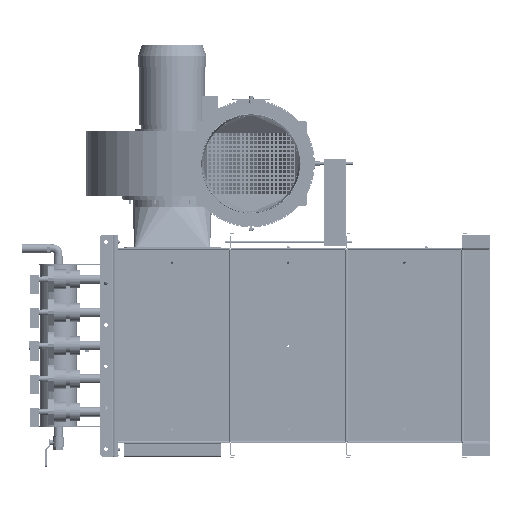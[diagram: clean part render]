
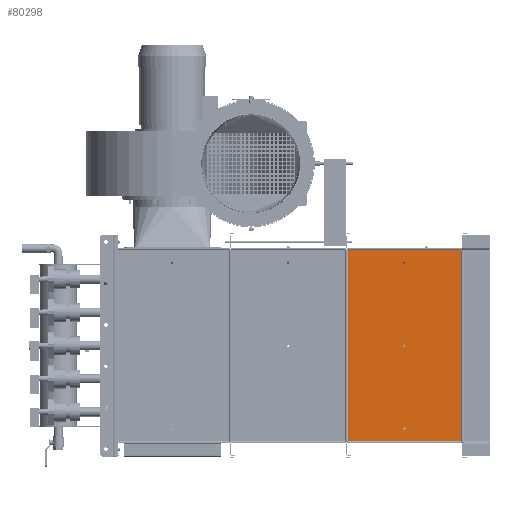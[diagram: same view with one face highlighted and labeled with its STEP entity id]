
A CAD part, left-side view. The second image highlights one B-rep face of the part: STEP entity #80298.
In plain terms, the highlighted face is planar.
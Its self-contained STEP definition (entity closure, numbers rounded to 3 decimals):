
#9563 = CARTESIAN_POINT ( 'NONE',  ( 0., 0., 300. ) ) ;
#10242 = ORIENTED_EDGE ( 'NONE', *, *, #77499, .T. ) ;
#10510 = DIRECTION ( 'NONE',  ( 0., -1., 0. ) ) ;
#13711 = DIRECTION ( 'NONE',  ( 0., -1., 0. ) ) ;
#17142 = EDGE_LOOP ( 'NONE', ( #88919, #166283 ) ) ;
#20851 = CARTESIAN_POINT ( 'NONE',  ( 0., 0., -295.5 ) ) ;
#22010 = VERTEX_POINT ( 'NONE', #37903 ) ;
#22979 = DIRECTION ( 'NONE',  ( 0., -1., 0. ) ) ;
#26637 = CIRCLE ( 'NONE', #108667, 4.5 ) ;
#27684 = EDGE_CURVE ( 'NONE', #60972, #126498, #174994, .T. ) ;
#31636 = LINE ( 'NONE', #132310, #179086 ) ;
#33881 = EDGE_CURVE ( 'NONE', #22010, #167208, #51449, .T. ) ;
#34754 = ORIENTED_EDGE ( 'NONE', *, *, #33881, .F. ) ;
#36594 = DIRECTION ( 'NONE',  ( -1., 0., 0. ) ) ;
#37903 = CARTESIAN_POINT ( 'NONE',  ( 0., 205.6, -345.6 ) ) ;
#45177 = ORIENTED_EDGE ( 'NONE', *, *, #80887, .F. ) ;
#49869 = EDGE_CURVE ( 'NONE', #67051, #156111, #66746, .T. ) ;
#50176 = ORIENTED_EDGE ( 'NONE', *, *, #111380, .T. ) ;
#51449 = LINE ( 'NONE', #94527, #169225 ) ;
#52037 = CARTESIAN_POINT ( 'NONE',  ( 0., 0., 0. ) ) ;
#53084 = VERTEX_POINT ( 'NONE', #161216 ) ;
#53762 = DIRECTION ( 'NONE',  ( 0., 1., 0. ) ) ;
#54638 = DIRECTION ( 'NONE',  ( -1., 0., 0. ) ) ;
#55416 = ORIENTED_EDGE ( 'NONE', *, *, #27684, .T. ) ;
#56264 = CARTESIAN_POINT ( 'NONE',  ( 0., 0., 300. ) ) ;
#60652 = AXIS2_PLACEMENT_3D ( 'NONE', #109598, #54638, #125127 ) ;
#60972 = VERTEX_POINT ( 'NONE', #125260 ) ;
#63724 = EDGE_CURVE ( 'NONE', #140400, #90304, #142417, .T. ) ;
#64111 = PLANE ( 'NONE',  #89628 ) ;
#65789 = DIRECTION ( 'NONE',  ( 0., -1., 0. ) ) ;
#65925 = FACE_BOUND ( 'NONE', #111010, .T. ) ;
#66746 = CIRCLE ( 'NONE', #172039, 4.5 ) ;
#67051 = VERTEX_POINT ( 'NONE', #133897 ) ;
#67537 = CARTESIAN_POINT ( 'NONE',  ( 0., -205.6, 345.6 ) ) ;
#67625 = DIRECTION ( 'NONE',  ( -1., 0., 0. ) ) ;
#71582 = CARTESIAN_POINT ( 'NONE',  ( 0., 0., -4.5 ) ) ;
#75650 = DIRECTION ( 'NONE',  ( 0., 0., -1. ) ) ;
#76976 = FACE_OUTER_BOUND ( 'NONE', #116870, .T. ) ;
#77177 = CARTESIAN_POINT ( 'NONE',  ( 0., 0., 304.5 ) ) ;
#77499 = EDGE_CURVE ( 'NONE', #156111, #67051, #26637, .T. ) ;
#80298 = ADVANCED_FACE ( 'NONE', ( #65925, #146503, #76976, #173110 ), #64111, .F. ) ;
#80887 = EDGE_CURVE ( 'NONE', #129741, #53084, #137967, .T. ) ;
#81323 = CARTESIAN_POINT ( 'NONE',  ( 0., -210., 345.6 ) ) ;
#84316 = CARTESIAN_POINT ( 'NONE',  ( 0., 0., 0. ) ) ;
#85119 = EDGE_CURVE ( 'NONE', #167208, #129741, #86246, .T. ) ;
#86246 = LINE ( 'NONE', #128267, #91752 ) ;
#86657 = CIRCLE ( 'NONE', #136243, 4.5 ) ;
#88919 = ORIENTED_EDGE ( 'NONE', *, *, #63724, .T. ) ;
#89628 = AXIS2_PLACEMENT_3D ( 'NONE', #106232, #36594, #92515 ) ;
#90304 = VERTEX_POINT ( 'NONE', #153075 ) ;
#91746 = DIRECTION ( 'NONE',  ( -1., 0., 0. ) ) ;
#91752 = VECTOR ( 'NONE', #103561, 1000. ) ;
#92515 = DIRECTION ( 'NONE',  ( 0., -1., 0. ) ) ;
#93193 = AXIS2_PLACEMENT_3D ( 'NONE', #56264, #135923, #10510 ) ;
#94527 = CARTESIAN_POINT ( 'NONE',  ( 0., 210., -345.6 ) ) ;
#96465 = AXIS2_PLACEMENT_3D ( 'NONE', #9563, #121245, #177093 ) ;
#103561 = DIRECTION ( 'NONE',  ( 0., 0., 1. ) ) ;
#103762 = ORIENTED_EDGE ( 'NONE', *, *, #49869, .T. ) ;
#106232 = CARTESIAN_POINT ( 'NONE',  ( 0., 210., -350. ) ) ;
#108667 = AXIS2_PLACEMENT_3D ( 'NONE', #84316, #126344, #13711 ) ;
#109598 = CARTESIAN_POINT ( 'NONE',  ( 0., 0., -300. ) ) ;
#111010 = EDGE_LOOP ( 'NONE', ( #103762, #10242 ) ) ;
#111380 = EDGE_CURVE ( 'NONE', #126498, #60972, #128540, .T. ) ;
#116870 = EDGE_LOOP ( 'NONE', ( #165884, #45177, #150146, #34754 ) ) ;
#121245 = DIRECTION ( 'NONE',  ( -1., 0., 0. ) ) ;
#125127 = DIRECTION ( 'NONE',  ( 0., -1., 0. ) ) ;
#125260 = CARTESIAN_POINT ( 'NONE',  ( 0., 0., 295.5 ) ) ;
#126344 = DIRECTION ( 'NONE',  ( -1., 0., 0. ) ) ;
#126498 = VERTEX_POINT ( 'NONE', #77177 ) ;
#126692 = EDGE_LOOP ( 'NONE', ( #50176, #55416 ) ) ;
#128267 = CARTESIAN_POINT ( 'NONE',  ( 0., -205.6, -345.6 ) ) ;
#128540 = CIRCLE ( 'NONE', #96465, 4.5 ) ;
#129741 = VERTEX_POINT ( 'NONE', #67537 ) ;
#132310 = CARTESIAN_POINT ( 'NONE',  ( 0., 205.6, 345.6 ) ) ;
#133897 = CARTESIAN_POINT ( 'NONE',  ( 0., 0., 4.5 ) ) ;
#134779 = DIRECTION ( 'NONE',  ( 0., -1., 0. ) ) ;
#135923 = DIRECTION ( 'NONE',  ( -1., 0., 0. ) ) ;
#136243 = AXIS2_PLACEMENT_3D ( 'NONE', #161267, #91746, #22979 ) ;
#136460 = VECTOR ( 'NONE', #53762, 1000. ) ;
#137967 = LINE ( 'NONE', #81323, #136460 ) ;
#139496 = EDGE_CURVE ( 'NONE', #53084, #22010, #31636, .T. ) ;
#140400 = VERTEX_POINT ( 'NONE', #20851 ) ;
#142417 = CIRCLE ( 'NONE', #60652, 4.5 ) ;
#146503 = FACE_BOUND ( 'NONE', #126692, .T. ) ;
#150146 = ORIENTED_EDGE ( 'NONE', *, *, #85119, .F. ) ;
#153075 = CARTESIAN_POINT ( 'NONE',  ( 0., 0., -304.5 ) ) ;
#156111 = VERTEX_POINT ( 'NONE', #71582 ) ;
#161216 = CARTESIAN_POINT ( 'NONE',  ( 0., 205.6, 345.6 ) ) ;
#161267 = CARTESIAN_POINT ( 'NONE',  ( 0., 0., -300. ) ) ;
#165884 = ORIENTED_EDGE ( 'NONE', *, *, #139496, .F. ) ;
#166283 = ORIENTED_EDGE ( 'NONE', *, *, #170277, .T. ) ;
#167208 = VERTEX_POINT ( 'NONE', #176132 ) ;
#169225 = VECTOR ( 'NONE', #134779, 1000. ) ;
#170277 = EDGE_CURVE ( 'NONE', #90304, #140400, #86657, .T. ) ;
#172039 = AXIS2_PLACEMENT_3D ( 'NONE', #52037, #67625, #65789 ) ;
#173110 = FACE_BOUND ( 'NONE', #17142, .T. ) ;
#174994 = CIRCLE ( 'NONE', #93193, 4.5 ) ;
#176132 = CARTESIAN_POINT ( 'NONE',  ( 0., -205.6, -345.6 ) ) ;
#177093 = DIRECTION ( 'NONE',  ( 0., -1., 0. ) ) ;
#179086 = VECTOR ( 'NONE', #75650, 1000. ) ;
